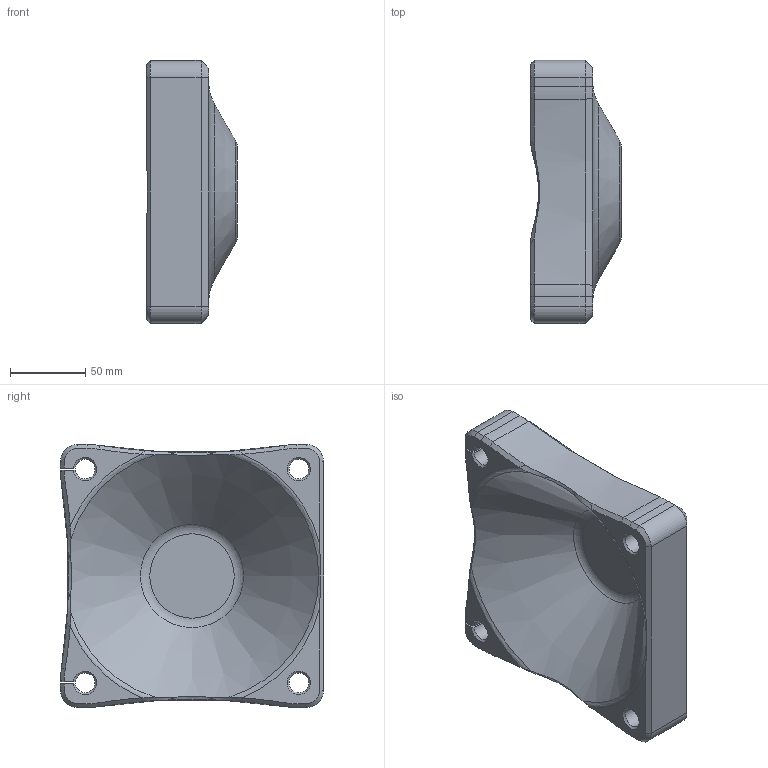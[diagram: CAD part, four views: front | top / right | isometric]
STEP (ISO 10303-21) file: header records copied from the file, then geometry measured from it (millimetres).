
FILE_DESCRIPTION(/* description */ ('','CAx-IF Rec.Pracs.---Representation and Presentation of Product Manufacturing Information (PMI)---4.0---2014-10-13'),/* implementation_level */ '2;1');
FILE_NAME(/* name */ 'EndCover.step',/* time_stamp */ '2024-12-19T21:41:27-05:00',/* author */ (''),/* organization */ (''),/* preprocessor_version */ 'ST-DEVELOPER v20',/* originating_system */ 'Autodesk Translation Framework v13.20.0.188',/* authorisation */ '');
FILE_SCHEMA (('AP242_MANAGED_MODEL_BASED_3D_ENGINEERING_MIM_LF { 1 0 10303 442 1 1 4 }'));
Length unit declared in the file: inch
Products named in the file (1): EndCover
Bounding box: 60.33 x 175 x 175 mm (x, y, z)
Volume: 691370.1 mm3; surface area: 98846 mm2
Topology: 1 solids, 1 shells, 109 faces, 276 edges, 170 vertices
Faces by surface type: cone 39, plane 38, cylinder 17, bspline 9, torus 6
Full cylindrical faces by diameter (mm): 13.056 x2
Entity records: 3531 total; most frequent: CARTESIAN_POINT 931, ORIENTED_EDGE 552, DIRECTION 523, EDGE_CURVE 276, AXIS2_PLACEMENT_3D 197, VERTEX_POINT 170, LINE 129, VECTOR 129
